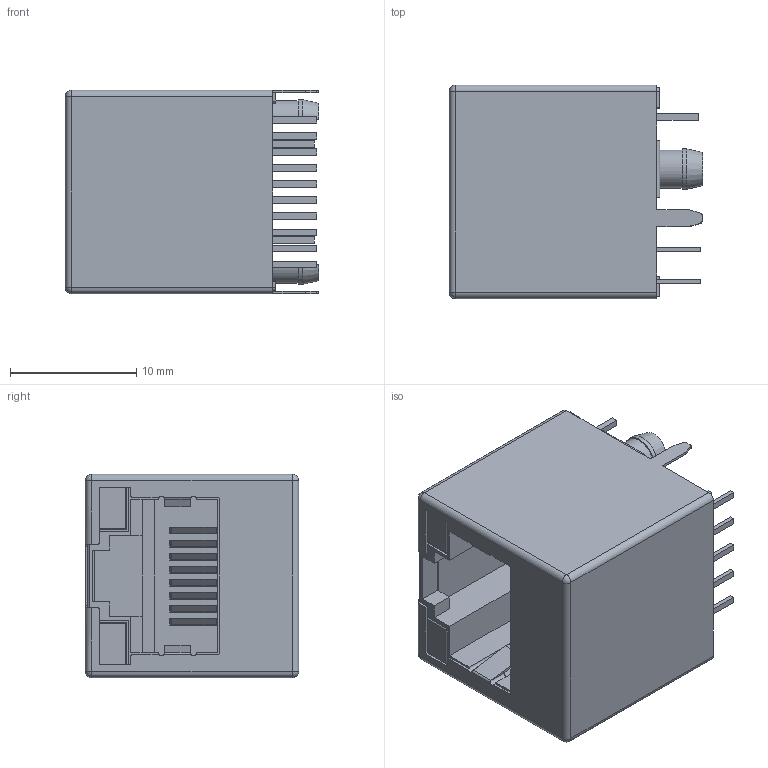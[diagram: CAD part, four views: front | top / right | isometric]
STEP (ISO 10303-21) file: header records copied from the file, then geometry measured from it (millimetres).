
FILE_DESCRIPTION((''),'2;1');
FILE_NAME('FRJ45018-1306K6K1102','2022-03-14T',('工程三'),(''),'PRO/ENGINEER BY PARAMETRIC TECHNOLOGY CORPORATION, 2010280','PRO/ENGINEER BY PARAMETRIC TECHNOLOGY CORPORATION, 2010280','');
FILE_SCHEMA(('CONFIG_CONTROL_DESIGN'));
Length unit declared in the file: millimetre
Products named in the file (1): FRJ45018-1306K6K1102
Bounding box: 20.08 x 16.9 x 16.1 mm (x, y, z)
Volume: 3268.7 mm3; surface area: 2868.6 mm2
Topology: 1 solids, 1 shells, 475 faces, 1342 edges, 880 vertices
Faces by surface type: plane 356, cylinder 111, sphere 6, cone 2
Entity records: 15321 total; most frequent: CARTESIAN_POINT 2772, ORIENTED_EDGE 2684, DIRECTION 2501, EDGE_CURVE 1342, VECTOR 1099, LINE 1099, VERTEX_POINT 880, AXIS2_PLACEMENT_3D 701
